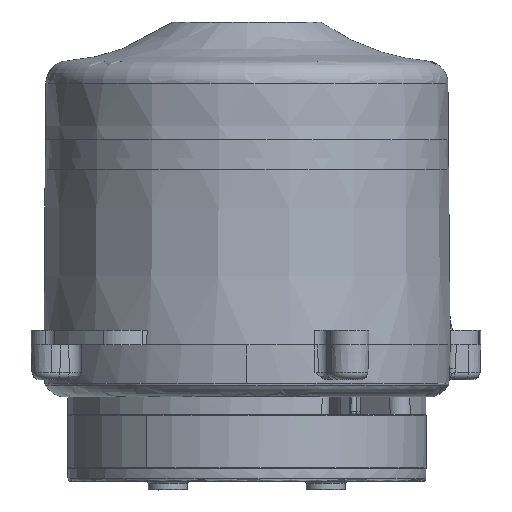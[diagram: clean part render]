
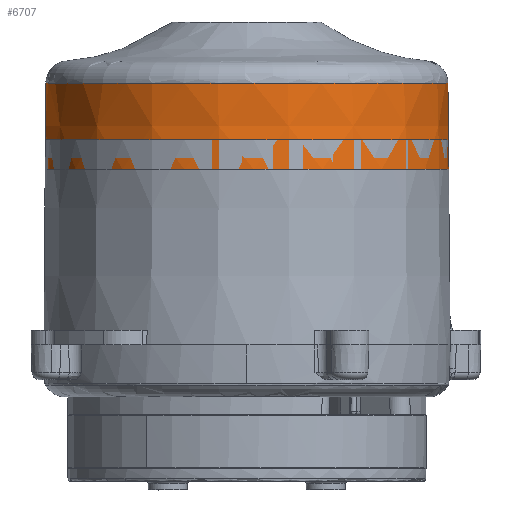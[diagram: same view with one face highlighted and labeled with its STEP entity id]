
A CAD part, front view. The second image highlights one B-rep face of the part: STEP entity #6707.
In plain terms, the highlighted conical face has half-angle 0.5 degrees and reference radius 40.554 mm.
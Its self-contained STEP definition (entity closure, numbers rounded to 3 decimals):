
#472=CONICAL_SURFACE('',#7204,40.554,0.009);
#538=LINE('',#12788,#844);
#844=VECTOR('',#8278,40.554);
#1379=FACE_OUTER_BOUND('',#1779,.T.);
#1779=EDGE_LOOP('',(#4749,#4750,#4751,#4752,#4753));
#2227=CIRCLE('',#7203,40.691);
#2228=CIRCLE('',#7205,40.539);
#2229=CIRCLE('',#7206,40.539);
#2709=VERTEX_POINT('',#12344);
#2716=VERTEX_POINT('',#12785);
#2717=VERTEX_POINT('',#12786);
#3444=EDGE_CURVE('',#2709,#2709,#2227,.T.);
#3452=EDGE_CURVE('',#2716,#2717,#2228,.F.);
#3453=EDGE_CURVE('',#2716,#2709,#538,.T.);
#3454=EDGE_CURVE('',#2717,#2716,#2229,.F.);
#4749=ORIENTED_EDGE('',*,*,#3452,.F.);
#4750=ORIENTED_EDGE('',*,*,#3453,.T.);
#4751=ORIENTED_EDGE('',*,*,#3444,.F.);
#4752=ORIENTED_EDGE('',*,*,#3453,.F.);
#4753=ORIENTED_EDGE('',*,*,#3454,.F.);
#6707=ADVANCED_FACE('',(#1379),#472,.T.);
#7203=AXIS2_PLACEMENT_3D('',#12345,#8272,#8273);
#7204=AXIS2_PLACEMENT_3D('',#12784,#8274,#8275);
#7205=AXIS2_PLACEMENT_3D('',#12787,#8276,#8277);
#7206=AXIS2_PLACEMENT_3D('',#12789,#8279,#8280);
#8272=DIRECTION('center_axis',(0.,0.,-1.));
#8273=DIRECTION('ref_axis',(0.471,0.882,0.));
#8274=DIRECTION('center_axis',(0.,0.,
-1.));
#8275=DIRECTION('ref_axis',(0.471,0.882,0.));
#8276=DIRECTION('center_axis',(0.,0.,
-1.));
#8277=DIRECTION('ref_axis',(-0.002,-1.,0.));
#8278=DIRECTION('',(-0.004,-0.008,-1.));
#8279=DIRECTION('center_axis',(0.,0.,
-1.));
#8280=DIRECTION('ref_axis',(-0.002,-1.,0.));
#12344=CARTESIAN_POINT('',(-19.145,-35.907,62.9));
#12345=CARTESIAN_POINT('Origin',(0.003,-0.003,
62.9));
#12784=CARTESIAN_POINT('Origin',(0.003,-0.003,
78.552));
#12785=CARTESIAN_POINT('',(-19.074,-35.773,80.291));
#12786=CARTESIAN_POINT('',(-40.536,-0.003,80.291));
#12787=CARTESIAN_POINT('Origin',(0.003,-0.003,
80.291));
#12788=CARTESIAN_POINT('',(-19.081,-35.786,78.552));
#12789=CARTESIAN_POINT('Origin',(0.003,-0.003,
80.291));
